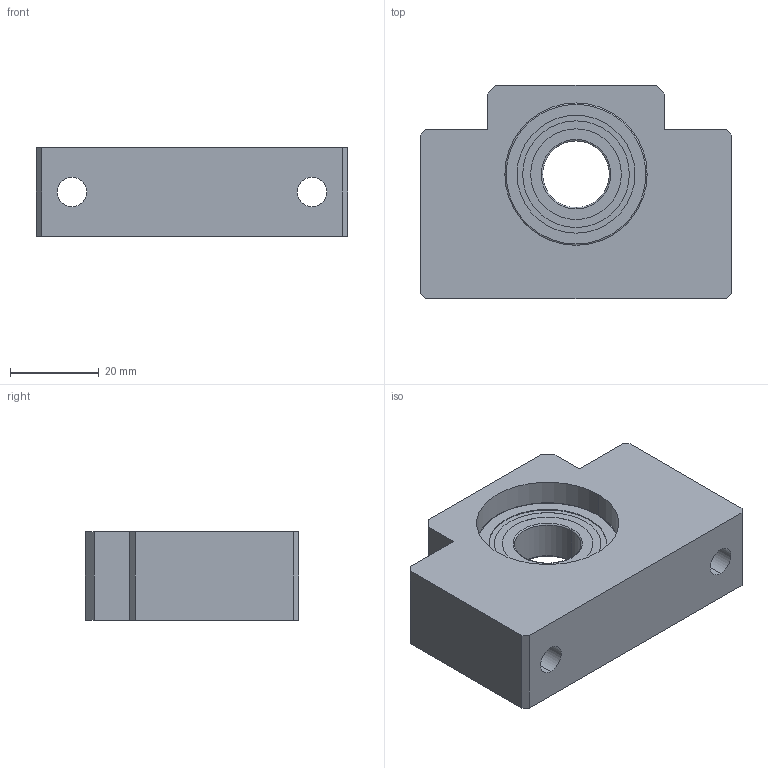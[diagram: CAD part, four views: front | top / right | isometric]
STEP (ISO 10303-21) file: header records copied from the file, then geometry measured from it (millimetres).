
FILE_DESCRIPTION (( 'STEP AP203' ), '1' );
FILE_NAME ('BF_15.STEP', '2017-12-25T02:26:05', ( '' ), ( '' ), 'SwSTEP 2.0', 'SolidWorks 2018', '' );
FILE_SCHEMA (( 'CONFIG_CONTROL_DESIGN' ));
Length unit declared in the file: millimetre
Products named in the file (3): _BF_15_Part2_4; _BF_15_Part1_2; BF_15
Assembly tree (2 placements, depth 2):
  BF_15
    _BF_15_Part1_2
    _BF_15_Part2_4
Bounding box: 70 x 48 x 20 mm (x, y, z)
Volume: 47184.1 mm3; surface area: 15352.9 mm2
Topology: 2 solids, 2 shells, 60 faces, 136 edges, 88 vertices
Faces by surface type: plane 26, cylinder 26, torus 8
Entity records: 2067 total; most frequent: CARTESIAN_POINT 407, DIRECTION 292, ORIENTED_EDGE 272, EDGE_CURVE 136, AXIS2_PLACEMENT_3D 125, VERTEX_POINT 88, EDGE_LOOP 76, FACE_OUTER_BOUND 60
